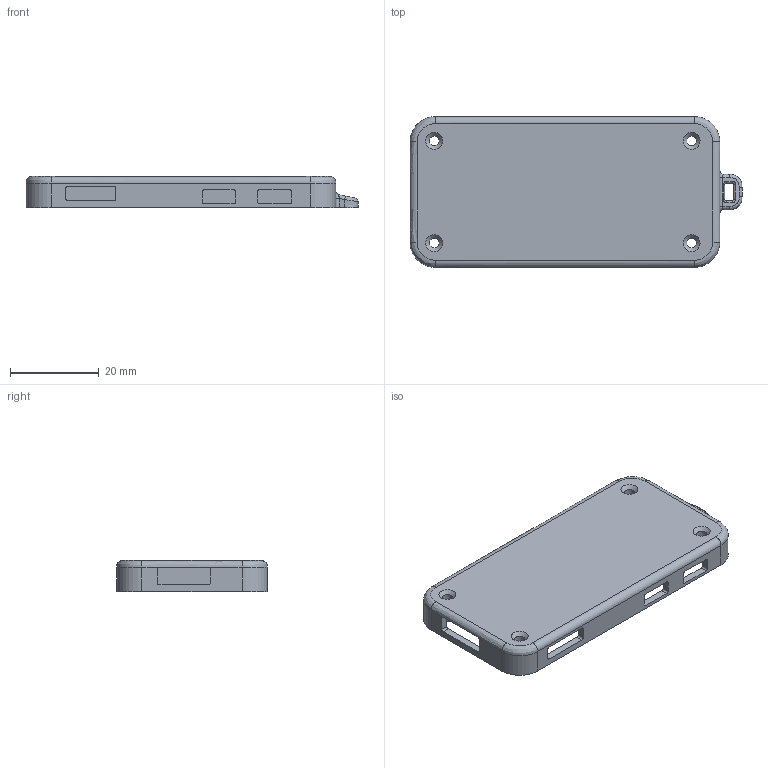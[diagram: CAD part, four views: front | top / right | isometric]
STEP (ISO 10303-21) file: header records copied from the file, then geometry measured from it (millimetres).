
FILE_DESCRIPTION(/* description */ (''),/* implementation_level */ '2;1');
FILE_NAME(/* name */ 'Rasberry Pi Case Top.step',/* time_stamp */ '2024-03-19T22:21:50-07:00',/* author */ (''),/* organization */ (''),/* preprocessor_version */ 'ST-DEVELOPER v20',/* originating_system */ 'Autodesk Translation Framework v12.20.1.177',/* authorisation */ '');
FILE_SCHEMA (('AUTOMOTIVE_DESIGN { 1 0 10303 214 3 1 1 }'));
Length unit declared in the file: millimetre
Products named in the file (1): Rasberry Pi Case
Bounding box: 74.9 x 34 x 7 mm (x, y, z)
Volume: 5507.3 mm3; surface area: 7316.3 mm2
Topology: 1 solids, 1 shells, 112 faces, 303 edges, 192 vertices
Faces by surface type: cylinder 46, plane 40, bspline 18, torus 4, cone 4
Full cylindrical faces by diameter (mm): 2.25 x4, 5.45 x4
Entity records: 4426 total; most frequent: CARTESIAN_POINT 1569, ORIENTED_EDGE 606, DIRECTION 578, EDGE_CURVE 303, AXIS2_PLACEMENT_3D 211, VERTEX_POINT 192, LINE 156, VECTOR 156
